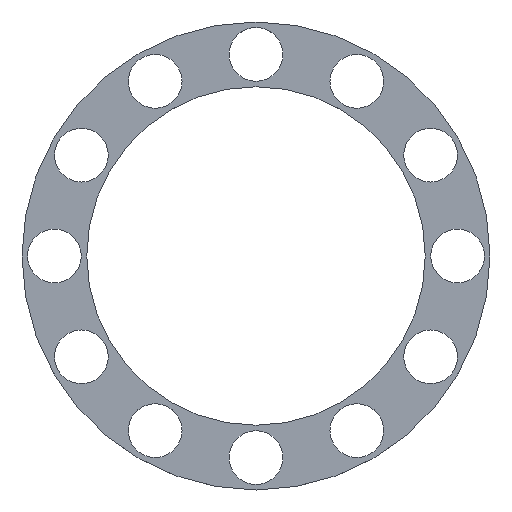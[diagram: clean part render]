
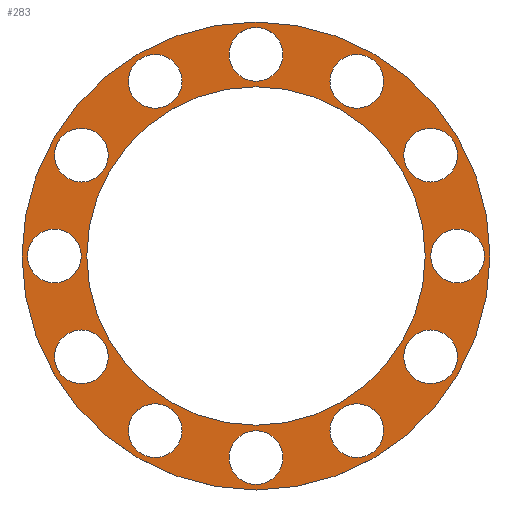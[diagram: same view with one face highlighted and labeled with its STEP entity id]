
A CAD part, top view. The second image highlights one B-rep face of the part: STEP entity #283.
In plain terms, the highlighted planar face has unit normal (0, 0, 1).
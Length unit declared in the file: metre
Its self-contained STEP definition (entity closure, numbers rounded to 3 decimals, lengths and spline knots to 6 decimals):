
#44=ORIENTED_EDGE('',*,*,#97,.T.);
#45=ORIENTED_EDGE('',*,*,#98,.T.);
#46=ORIENTED_EDGE('',*,*,#99,.T.);
#47=ORIENTED_EDGE('',*,*,#100,.T.);
#48=ORIENTED_EDGE('',*,*,#101,.T.);
#49=ORIENTED_EDGE('',*,*,#102,.T.);
#50=ORIENTED_EDGE('',*,*,#103,.T.);
#51=ORIENTED_EDGE('',*,*,#104,.T.);
#52=ORIENTED_EDGE('',*,*,#105,.T.);
#53=ORIENTED_EDGE('',*,*,#106,.T.);
#54=ORIENTED_EDGE('',*,*,#107,.T.);
#55=ORIENTED_EDGE('',*,*,#108,.T.);
#56=ORIENTED_EDGE('',*,*,#109,.T.);
#57=ORIENTED_EDGE('',*,*,#96,.T.);
#96=EDGE_CURVE('',#124,#124,#152,.T.);
#97=EDGE_CURVE('',#125,#125,#153,.T.);
#98=EDGE_CURVE('',#126,#126,#154,.T.);
#99=EDGE_CURVE('',#127,#127,#155,.T.);
#100=EDGE_CURVE('',#128,#128,#156,.T.);
#101=EDGE_CURVE('',#129,#129,#157,.T.);
#102=EDGE_CURVE('',#130,#130,#158,.T.);
#103=EDGE_CURVE('',#131,#131,#159,.T.);
#104=EDGE_CURVE('',#132,#132,#160,.T.);
#105=EDGE_CURVE('',#133,#133,#161,.T.);
#106=EDGE_CURVE('',#134,#134,#162,.T.);
#107=EDGE_CURVE('',#135,#135,#163,.T.);
#108=EDGE_CURVE('',#136,#136,#164,.T.);
#109=EDGE_CURVE('',#137,#137,#165,.T.);
#124=VERTEX_POINT('',#475);
#125=VERTEX_POINT('',#478);
#126=VERTEX_POINT('',#481);
#127=VERTEX_POINT('',#483);
#128=VERTEX_POINT('',#485);
#129=VERTEX_POINT('',#487);
#130=VERTEX_POINT('',#489);
#131=VERTEX_POINT('',#491);
#132=VERTEX_POINT('',#493);
#133=VERTEX_POINT('',#495);
#134=VERTEX_POINT('',#497);
#135=VERTEX_POINT('',#499);
#136=VERTEX_POINT('',#501);
#137=VERTEX_POINT('',#503);
#152=CIRCLE('',#325,0.01915);
#153=CIRCLE('',#327,0.01385);
#154=CIRCLE('',#329,0.0022);
#155=CIRCLE('',#330,0.0022);
#156=CIRCLE('',#331,0.0022);
#157=CIRCLE('',#332,0.0022);
#158=CIRCLE('',#333,0.0022);
#159=CIRCLE('',#334,0.0022);
#160=CIRCLE('',#335,0.0022);
#161=CIRCLE('',#336,0.0022);
#162=CIRCLE('',#337,0.0022);
#163=CIRCLE('',#338,0.0022);
#164=CIRCLE('',#339,0.0022);
#165=CIRCLE('',#340,0.0022);
#184=EDGE_LOOP('',(#44));
#185=EDGE_LOOP('',(#45));
#186=EDGE_LOOP('',(#46));
#187=EDGE_LOOP('',(#47));
#188=EDGE_LOOP('',(#48));
#189=EDGE_LOOP('',(#49));
#190=EDGE_LOOP('',(#50));
#191=EDGE_LOOP('',(#51));
#192=EDGE_LOOP('',(#52));
#193=EDGE_LOOP('',(#53));
#194=EDGE_LOOP('',(#54));
#195=EDGE_LOOP('',(#55));
#196=EDGE_LOOP('',(#56));
#197=EDGE_LOOP('',(#57));
#240=FACE_BOUND('',#184,.T.);
#241=FACE_BOUND('',#185,.T.);
#242=FACE_BOUND('',#186,.T.);
#243=FACE_BOUND('',#187,.T.);
#244=FACE_BOUND('',#188,.T.);
#245=FACE_BOUND('',#189,.T.);
#246=FACE_BOUND('',#190,.T.);
#247=FACE_BOUND('',#191,.T.);
#248=FACE_BOUND('',#192,.T.);
#249=FACE_BOUND('',#193,.T.);
#250=FACE_BOUND('',#194,.T.);
#251=FACE_BOUND('',#195,.T.);
#252=FACE_BOUND('',#196,.T.);
#253=FACE_BOUND('',#197,.T.);
#279=PLANE('',#328);
#283=ADVANCED_FACE('',(#240,#241,#242,#243,#244,#245,#246,#247,#248,#249,
#250,#251,#252,#253),#279,.F.);
#325=AXIS2_PLACEMENT_3D('',#474,#387,#388);
#327=AXIS2_PLACEMENT_3D('',#477,#391,#392);
#328=AXIS2_PLACEMENT_3D('',#479,#393,#394);
#329=AXIS2_PLACEMENT_3D('',#480,#395,#396);
#330=AXIS2_PLACEMENT_3D('',#482,#397,#398);
#331=AXIS2_PLACEMENT_3D('',#484,#399,#400);
#332=AXIS2_PLACEMENT_3D('',#486,#401,#402);
#333=AXIS2_PLACEMENT_3D('',#488,#403,#404);
#334=AXIS2_PLACEMENT_3D('',#490,#405,#406);
#335=AXIS2_PLACEMENT_3D('',#492,#407,#408);
#336=AXIS2_PLACEMENT_3D('',#494,#409,#410);
#337=AXIS2_PLACEMENT_3D('',#496,#411,#412);
#338=AXIS2_PLACEMENT_3D('',#498,#413,#414);
#339=AXIS2_PLACEMENT_3D('',#500,#415,#416);
#340=AXIS2_PLACEMENT_3D('',#502,#417,#418);
#387=DIRECTION('',(0.,0.,1.));
#388=DIRECTION('',(-1.,0.,0.));
#391=DIRECTION('',(0.,0.,-1.));
#392=DIRECTION('',(-1.,0.,0.));
#393=DIRECTION('',(0.,0.,-1.));
#394=DIRECTION('',(-1.,0.,0.));
#395=DIRECTION('',(0.,0.,-1.));
#396=DIRECTION('',(-1.,0.,0.));
#397=DIRECTION('',(0.,0.,-1.));
#398=DIRECTION('',(-0.866,0.5,0.));
#399=DIRECTION('',(0.,0.,-1.));
#400=DIRECTION('',(-0.5,0.866,0.));
#401=DIRECTION('',(0.,0.,-1.));
#402=DIRECTION('',(0.,1.,0.));
#403=DIRECTION('',(0.,0.,-1.));
#404=DIRECTION('',(0.5,0.866,0.));
#405=DIRECTION('',(0.,0.,-1.));
#406=DIRECTION('',(0.866,0.5,0.));
#407=DIRECTION('',(0.,0.,-1.));
#408=DIRECTION('',(1.,0.,0.));
#409=DIRECTION('',(0.,0.,-1.));
#410=DIRECTION('',(0.866,-0.5,0.));
#411=DIRECTION('',(0.,0.,-1.));
#412=DIRECTION('',(0.5,-0.866,0.));
#413=DIRECTION('',(0.,0.,-1.));
#414=DIRECTION('',(0.,-1.,0.));
#415=DIRECTION('',(0.,0.,-1.));
#416=DIRECTION('',(-0.5,-0.866,0.));
#417=DIRECTION('',(0.,0.,-1.));
#418=DIRECTION('',(-0.866,-0.5,0.));
#474=CARTESIAN_POINT('',(0.,0.,0.00615));
#475=CARTESIAN_POINT('',(-0.01915,0.,0.00615));
#477=CARTESIAN_POINT('',(0.,0.,0.00615));
#478=CARTESIAN_POINT('',(-0.01385,0.,0.00615));
#479=CARTESIAN_POINT('',(0.,0.,0.00615));
#480=CARTESIAN_POINT('',(0.,-0.0165,0.00615));
#481=CARTESIAN_POINT('',(-0.0022,-0.0165,0.00615));
#482=CARTESIAN_POINT('',(-0.00825,-0.014289,0.00615));
#483=CARTESIAN_POINT('',(-0.010155,-0.013189,0.00615));
#484=CARTESIAN_POINT('',(-0.014289,-0.00825,0.00615));
#485=CARTESIAN_POINT('',(-0.015389,-0.006345,0.00615));
#486=CARTESIAN_POINT('',(-0.0165,0.,0.00615));
#487=CARTESIAN_POINT('',(-0.0165,0.0022,0.00615));
#488=CARTESIAN_POINT('',(-0.014289,0.00825,0.00615));
#489=CARTESIAN_POINT('',(-0.013189,0.010155,0.00615));
#490=CARTESIAN_POINT('',(-0.00825,0.014289,0.00615));
#491=CARTESIAN_POINT('',(-0.006345,0.015389,0.00615));
#492=CARTESIAN_POINT('',(0.,0.0165,0.00615));
#493=CARTESIAN_POINT('',(0.0022,0.0165,0.00615));
#494=CARTESIAN_POINT('',(0.00825,0.014289,0.00615));
#495=CARTESIAN_POINT('',(0.010155,0.013189,0.00615));
#496=CARTESIAN_POINT('',(0.014289,0.00825,0.00615));
#497=CARTESIAN_POINT('',(0.015389,0.006345,0.00615));
#498=CARTESIAN_POINT('',(0.0165,0.,0.00615));
#499=CARTESIAN_POINT('',(0.0165,-0.0022,0.00615));
#500=CARTESIAN_POINT('',(0.014289,-0.00825,0.00615));
#501=CARTESIAN_POINT('',(0.013189,-0.010155,0.00615));
#502=CARTESIAN_POINT('',(0.00825,-0.014289,0.00615));
#503=CARTESIAN_POINT('',(0.006345,-0.015389,0.00615));
